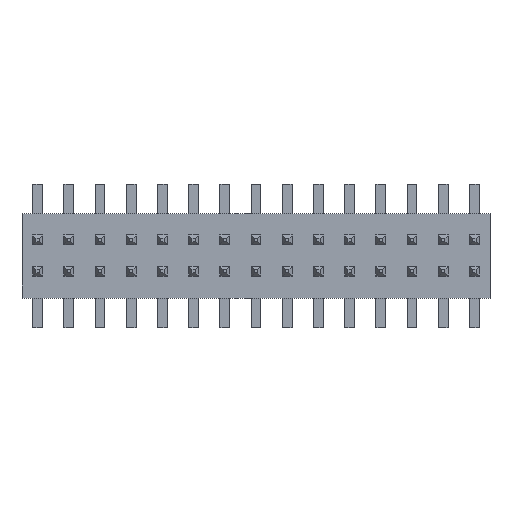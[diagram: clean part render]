
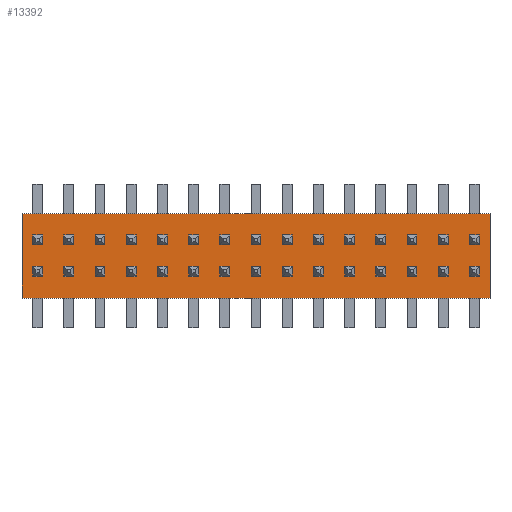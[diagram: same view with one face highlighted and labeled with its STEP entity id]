
A CAD part, top view. The second image highlights one B-rep face of the part: STEP entity #13392.
In plain terms, the highlighted face is planar.
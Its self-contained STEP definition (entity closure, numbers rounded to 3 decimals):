
#13260 = EDGE_CURVE('',#13261,#13263,#13265,.T.);
#13261 = VERTEX_POINT('',#13262);
#13262 = CARTESIAN_POINT('',(-9.525,1.753,-1.715));
#13263 = VERTEX_POINT('',#13264);
#13264 = CARTESIAN_POINT('',(-9.525,1.753,1.715));
#13265 = LINE('',#13266,#13267);
#13266 = CARTESIAN_POINT('',(-9.525,1.753,-1.715));
#13267 = VECTOR('',#13268,1.);
#13268 = DIRECTION('',(0.,0.,1.));
#13300 = EDGE_CURVE('',#13263,#13301,#13303,.T.);
#13301 = VERTEX_POINT('',#13302);
#13302 = CARTESIAN_POINT('',(9.525,1.753,1.715));
#13303 = LINE('',#13304,#13305);
#13304 = CARTESIAN_POINT('',(-9.525,1.753,1.715));
#13305 = VECTOR('',#13306,1.);
#13306 = DIRECTION('',(1.,0.,0.));
#13331 = EDGE_CURVE('',#13301,#13332,#13334,.T.);
#13332 = VERTEX_POINT('',#13333);
#13333 = CARTESIAN_POINT('',(9.525,1.753,-1.715));
#13334 = LINE('',#13335,#13336);
#13335 = CARTESIAN_POINT('',(9.525,1.753,1.715));
#13336 = VECTOR('',#13337,1.);
#13337 = DIRECTION('',(0.,0.,-1.));
#13362 = EDGE_CURVE('',#13332,#13261,#13363,.T.);
#13363 = LINE('',#13364,#13365);
#13364 = CARTESIAN_POINT('',(9.525,1.753,-1.715));
#13365 = VECTOR('',#13366,1.);
#13366 = DIRECTION('',(-1.,0.,0.));
#13392 = ADVANCED_FACE('',(#13393),#13399,.T.);
#13393 = FACE_BOUND('',#13394,.T.);
#13394 = EDGE_LOOP('',(#13395,#13396,#13397,#13398));
#13395 = ORIENTED_EDGE('',*,*,#13260,.T.);
#13396 = ORIENTED_EDGE('',*,*,#13300,.T.);
#13397 = ORIENTED_EDGE('',*,*,#13331,.T.);
#13398 = ORIENTED_EDGE('',*,*,#13362,.T.);
#13399 = PLANE('',#13400);
#13400 = AXIS2_PLACEMENT_3D('',#13401,#13402,#13403);
#13401 = CARTESIAN_POINT('',(0.,1.753,0.));
#13402 = DIRECTION('',(0.,1.,0.));
#13403 = DIRECTION('',(0.,-0.,1.));
